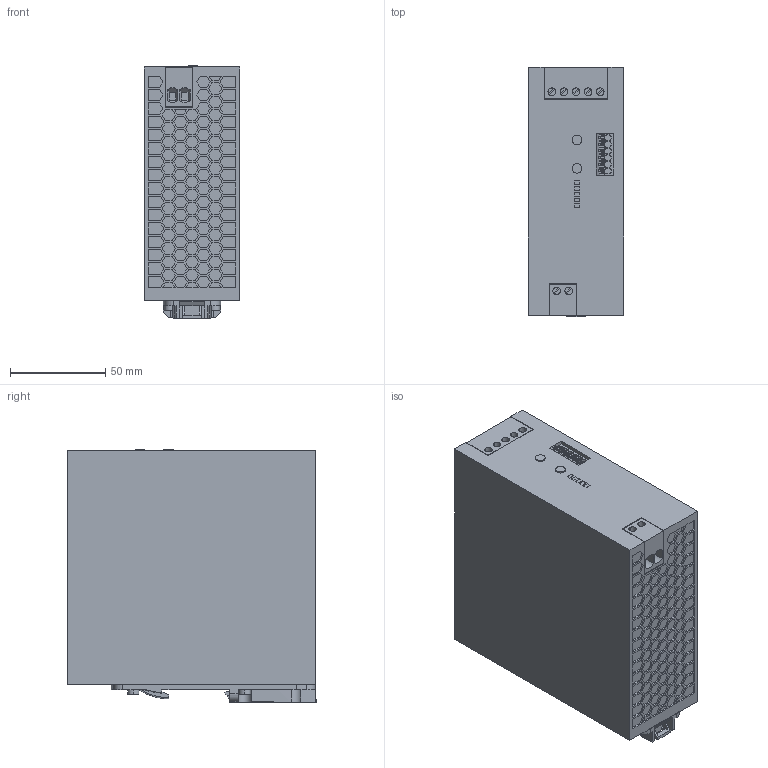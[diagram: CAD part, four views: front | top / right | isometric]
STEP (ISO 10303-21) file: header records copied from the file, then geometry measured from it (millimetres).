
FILE_DESCRIPTION(('Creo Elements/Direct Modeling STEP Export'),'2;1');
FILE_NAME('model.stp','2020-10-02T14:35:37',(''),(''),'Creo Elements/Direct Modeling STEP processor for AP214 (Solid Model)','Creo Elements/Direct Modeling 20.1A 29-Sep-2018 (C) Parametric Technology GmbH','');
FILE_SCHEMA(('AUTOMOTIVE_DESIGN { 1 0 10303 214 1 1 1 1 }'));
Products named in the file (2): QUINT4_PS_24DC_24DC_10_SC-select
Assembly tree (1 placements, depth 2):
  QUINT4_PS_24DC_24DC_10_SC-select
    QUINT4_PS_24DC_24DC_10_SC-select
Bounding box: 50 x 130.45 x 132.55 mm (x, y, z)
Volume: 801689.7 mm3; surface area: 65362 mm2
Topology: 1 solids, 1 shells, 1942 faces, 5042 edges, 3343 vertices
Faces by surface type: plane 1774, cylinder 138, extrusion 26, bspline 4
Entity records: 74931 total; most frequent: CARTESIAN_POINT 11854, ORIENTED_EDGE 10084, DIRECTION 9011, EDGE_CURVE 5042, VECTOR 4631, LINE 4612, VERTEX_POINT 3343, AXIS2_PLACEMENT_3D 2190
